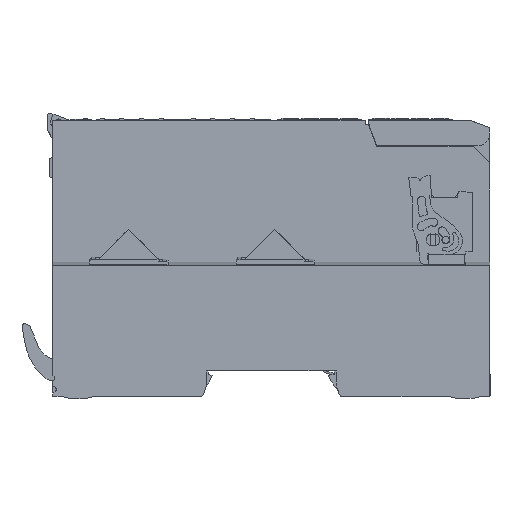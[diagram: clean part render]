
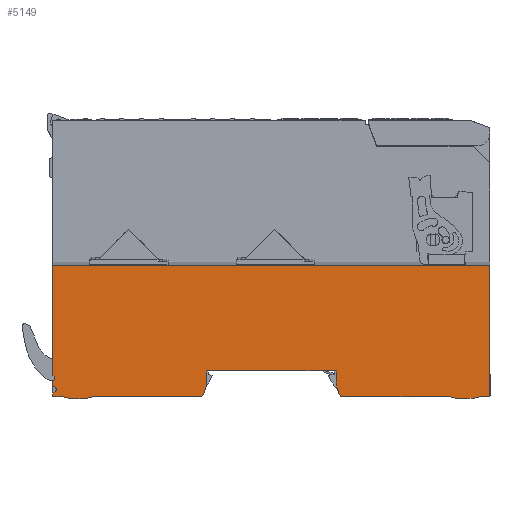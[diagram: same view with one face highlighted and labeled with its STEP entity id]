
A CAD part, left-side view. The second image highlights one B-rep face of the part: STEP entity #5149.
In plain terms, the highlighted planar face has unit normal (-1, 0, 0).
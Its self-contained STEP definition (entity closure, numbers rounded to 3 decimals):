
#4993=AXIS2_PLACEMENT_3D('Plane Axis2P3D',#4990,#4991,#4992) ;
#5013=AXIS2_PLACEMENT_3D('Circle Axis2P3D',#5011,#5012,$) ;
#5027=AXIS2_PLACEMENT_3D('Circle Axis2P3D',#5025,#5026,$) ;
#5053=AXIS2_PLACEMENT_3D('Circle Axis2P3D',#5051,#5052,$) ;
#5074=AXIS2_PLACEMENT_3D('Circle Axis2P3D',#5072,#5073,$) ;
#5102=AXIS2_PLACEMENT_3D('Circle Axis2P3D',#5100,#5101,$) ;
#5116=AXIS2_PLACEMENT_3D('Circle Axis2P3D',#5114,#5115,$) ;
#208=CARTESIAN_POINT('Vertex',(0.,0.,36.477)) ;
#211=CARTESIAN_POINT('Line Origine',(0.,0.,18.538)) ;
#215=CARTESIAN_POINT('Vertex',(0.,0.,0.6)) ;
#4970=CARTESIAN_POINT('Line Origine',(0.,1.178,0.6)) ;
#4974=CARTESIAN_POINT('Vertex',(0.,2.357,0.6)) ;
#4990=CARTESIAN_POINT('Axis2P3D Location',(0.,0.,-8.094)) ;
#4995=CARTESIAN_POINT('Line Origine',(0.,59.75,7.6)) ;
#4999=CARTESIAN_POINT('Vertex',(0.,77.45,7.6)) ;
#5001=CARTESIAN_POINT('Vertex',(0.,42.05,7.6)) ;
#5004=CARTESIAN_POINT('Line Origine',(0.,42.024,6.1)) ;
#5008=CARTESIAN_POINT('Vertex',(0.,41.998,4.6)) ;
#5011=CARTESIAN_POINT('Axis2P3D Location',(0.,34.499,4.731)) ;
#5015=CARTESIAN_POINT('Vertex',(0.,40.759,0.6)) ;
#5018=CARTESIAN_POINT('Line Origine',(0.,26.101,0.6)) ;
#5022=CARTESIAN_POINT('Vertex',(0.,11.443,0.6)) ;
#5025=CARTESIAN_POINT('Axis2P3D Location',(0.,6.9,17.5)) ;
#5030=CARTESIAN_POINT('Line Origine',(0.,59.75,36.477)) ;
#5034=CARTESIAN_POINT('Vertex',(0.,119.5,36.477)) ;
#5037=CARTESIAN_POINT('Line Origine',(0.,119.5,21.473)) ;
#5041=CARTESIAN_POINT('Vertex',(0.,119.5,6.469)) ;
#5044=CARTESIAN_POINT('Line Origine',(0.,119.317,6.251)) ;
#5048=CARTESIAN_POINT('Vertex',(0.,119.134,6.033)) ;
#5051=CARTESIAN_POINT('Axis2P3D Location',(0.,119.671,5.584)) ;
#5055=CARTESIAN_POINT('Vertex',(0.,119.5,4.905)) ;
#5058=CARTESIAN_POINT('Line Origine',(0.,119.5,4.081)) ;
#5062=CARTESIAN_POINT('Vertex',(0.,119.5,3.258)) ;
#5065=CARTESIAN_POINT('Line Origine',(0.,119.352,3.258)) ;
#5069=CARTESIAN_POINT('Vertex',(0.,119.205,3.258)) ;
#5072=CARTESIAN_POINT('Axis2P3D Location',(0.,119.205,2.558)) ;
#5076=CARTESIAN_POINT('Vertex',(0.,118.855,1.952)) ;
#5079=CARTESIAN_POINT('Line Origine',(0.,119.177,1.766)) ;
#5083=CARTESIAN_POINT('Vertex',(0.,119.5,1.58)) ;
#5086=CARTESIAN_POINT('Line Origine',(0.,119.5,1.09)) ;
#5090=CARTESIAN_POINT('Vertex',(0.,119.5,0.6)) ;
#5093=CARTESIAN_POINT('Line Origine',(0.,118.322,0.6)) ;
#5097=CARTESIAN_POINT('Vertex',(0.,117.143,0.6)) ;
#5100=CARTESIAN_POINT('Axis2P3D Location',(0.,112.6,17.5)) ;
#5104=CARTESIAN_POINT('Vertex',(0.,108.057,0.6)) ;
#5107=CARTESIAN_POINT('Line Origine',(0.,93.399,0.6)) ;
#5111=CARTESIAN_POINT('Vertex',(0.,78.741,0.6)) ;
#5114=CARTESIAN_POINT('Axis2P3D Location',(0.,85.001,4.731)) ;
#5118=CARTESIAN_POINT('Vertex',(0.,77.502,4.6)) ;
#5121=CARTESIAN_POINT('Line Origine',(0.,77.476,6.1)) ;
#212=DIRECTION('Vector Direction',(0.,0.,1.)) ;
#4971=DIRECTION('Vector Direction',(0.,1.,0.)) ;
#4991=DIRECTION('Axis2P3D Direction',(-1.,0.,0.)) ;
#4992=DIRECTION('Axis2P3D XDirection',(0.,0.,1.)) ;
#4996=DIRECTION('Vector Direction',(0.,-1.,0.)) ;
#5005=DIRECTION('Vector Direction',(0.,-0.017,-1.)) ;
#5012=DIRECTION('Axis2P3D Direction',(-1.,0.,0.)) ;
#5019=DIRECTION('Vector Direction',(0.,1.,0.)) ;
#5026=DIRECTION('Axis2P3D Direction',(-1.,0.,0.)) ;
#5031=DIRECTION('Vector Direction',(0.,1.,0.)) ;
#5038=DIRECTION('Vector Direction',(0.,0.,-1.)) ;
#5045=DIRECTION('Vector Direction',(0.,-0.643,-0.766)) ;
#5052=DIRECTION('Axis2P3D Direction',(-1.,0.,0.)) ;
#5059=DIRECTION('Vector Direction',(0.,0.,-1.)) ;
#5066=DIRECTION('Vector Direction',(0.,-1.,0.)) ;
#5073=DIRECTION('Axis2P3D Direction',(-1.,0.,0.)) ;
#5080=DIRECTION('Vector Direction',(0.,-0.866,0.5)) ;
#5087=DIRECTION('Vector Direction',(0.,0.,-1.)) ;
#5094=DIRECTION('Vector Direction',(0.,1.,0.)) ;
#5101=DIRECTION('Axis2P3D Direction',(-1.,0.,0.)) ;
#5108=DIRECTION('Vector Direction',(0.,1.,0.)) ;
#5115=DIRECTION('Axis2P3D Direction',(-1.,0.,0.)) ;
#5122=DIRECTION('Vector Direction',(0.,-0.017,1.)) ;
#213=VECTOR('Line Direction',#212,1.) ;
#4972=VECTOR('Line Direction',#4971,1.) ;
#4997=VECTOR('Line Direction',#4996,1.) ;
#5006=VECTOR('Line Direction',#5005,1.) ;
#5020=VECTOR('Line Direction',#5019,1.) ;
#5032=VECTOR('Line Direction',#5031,1.) ;
#5039=VECTOR('Line Direction',#5038,1.) ;
#5046=VECTOR('Line Direction',#5045,1.) ;
#5060=VECTOR('Line Direction',#5059,1.) ;
#5067=VECTOR('Line Direction',#5066,1.) ;
#5081=VECTOR('Line Direction',#5080,1.) ;
#5088=VECTOR('Line Direction',#5087,1.) ;
#5095=VECTOR('Line Direction',#5094,1.) ;
#5109=VECTOR('Line Direction',#5108,1.) ;
#5123=VECTOR('Line Direction',#5122,1.) ;
#5127=ORIENTED_EDGE('',*,*,#5003,.T.) ;
#5128=ORIENTED_EDGE('',*,*,#5010,.T.) ;
#5129=ORIENTED_EDGE('',*,*,#5017,.F.) ;
#5130=ORIENTED_EDGE('',*,*,#5024,.F.) ;
#5131=ORIENTED_EDGE('',*,*,#5029,.F.) ;
#5132=ORIENTED_EDGE('',*,*,#4976,.F.) ;
#5133=ORIENTED_EDGE('',*,*,#217,.T.) ;
#5134=ORIENTED_EDGE('',*,*,#5036,.T.) ;
#5135=ORIENTED_EDGE('',*,*,#5043,.T.) ;
#5136=ORIENTED_EDGE('',*,*,#5050,.T.) ;
#5137=ORIENTED_EDGE('',*,*,#5057,.T.) ;
#5138=ORIENTED_EDGE('',*,*,#5064,.T.) ;
#5139=ORIENTED_EDGE('',*,*,#5071,.T.) ;
#5140=ORIENTED_EDGE('',*,*,#5078,.T.) ;
#5141=ORIENTED_EDGE('',*,*,#5085,.F.) ;
#5142=ORIENTED_EDGE('',*,*,#5092,.T.) ;
#5143=ORIENTED_EDGE('',*,*,#5099,.F.) ;
#5144=ORIENTED_EDGE('',*,*,#5106,.F.) ;
#5145=ORIENTED_EDGE('',*,*,#5113,.F.) ;
#5146=ORIENTED_EDGE('',*,*,#5120,.F.) ;
#5147=ORIENTED_EDGE('',*,*,#5125,.T.) ;
#5149=ADVANCED_FACE('Koppler',(#5148),#4994,.T.) ;
#5014=CIRCLE('generated circle',#5013,7.5) ;
#5028=CIRCLE('generated circle',#5027,17.5) ;
#5054=CIRCLE('generated circle',#5053,0.7) ;
#5075=CIRCLE('generated circle',#5074,0.7) ;
#5103=CIRCLE('generated circle',#5102,17.5) ;
#5117=CIRCLE('generated circle',#5116,7.5) ;
#217=EDGE_CURVE('',#216,#209,#214,.T.) ;
#4976=EDGE_CURVE('',#216,#4975,#4973,.T.) ;
#5003=EDGE_CURVE('',#5000,#5002,#4998,.T.) ;
#5010=EDGE_CURVE('',#5002,#5009,#5007,.T.) ;
#5017=EDGE_CURVE('',#5016,#5009,#5014,.F.) ;
#5024=EDGE_CURVE('',#5023,#5016,#5021,.T.) ;
#5029=EDGE_CURVE('',#4975,#5023,#5028,.F.) ;
#5036=EDGE_CURVE('',#209,#5035,#5033,.T.) ;
#5043=EDGE_CURVE('',#5035,#5042,#5040,.T.) ;
#5050=EDGE_CURVE('',#5042,#5049,#5047,.T.) ;
#5057=EDGE_CURVE('',#5049,#5056,#5054,.F.) ;
#5064=EDGE_CURVE('',#5056,#5063,#5061,.T.) ;
#5071=EDGE_CURVE('',#5063,#5070,#5068,.T.) ;
#5078=EDGE_CURVE('',#5070,#5077,#5075,.F.) ;
#5085=EDGE_CURVE('',#5084,#5077,#5082,.T.) ;
#5092=EDGE_CURVE('',#5084,#5091,#5089,.T.) ;
#5099=EDGE_CURVE('',#5098,#5091,#5096,.T.) ;
#5106=EDGE_CURVE('',#5105,#5098,#5103,.F.) ;
#5113=EDGE_CURVE('',#5112,#5105,#5110,.T.) ;
#5120=EDGE_CURVE('',#5119,#5112,#5117,.F.) ;
#5125=EDGE_CURVE('',#5119,#5000,#5124,.T.) ;
#5126=EDGE_LOOP('',(#5127,#5128,#5129,#5130,#5131,#5132,#5133,#5134,#5135,#5136,#5137,#5138,#5139,#5140,#5141,#5142,#5143,#5144,#5145,#5146,#5147)) ;
#5148=FACE_OUTER_BOUND('',#5126,.T.) ;
#214=LINE('Line',#211,#213) ;
#4973=LINE('Line',#4970,#4972) ;
#4998=LINE('Line',#4995,#4997) ;
#5007=LINE('Line',#5004,#5006) ;
#5021=LINE('Line',#5018,#5020) ;
#5033=LINE('Line',#5030,#5032) ;
#5040=LINE('Line',#5037,#5039) ;
#5047=LINE('Line',#5044,#5046) ;
#5061=LINE('Line',#5058,#5060) ;
#5068=LINE('Line',#5065,#5067) ;
#5082=LINE('Line',#5079,#5081) ;
#5089=LINE('Line',#5086,#5088) ;
#5096=LINE('Line',#5093,#5095) ;
#5110=LINE('Line',#5107,#5109) ;
#5124=LINE('Line',#5121,#5123) ;
#4994=PLANE('',#4993) ;
#209=VERTEX_POINT('',#208) ;
#216=VERTEX_POINT('',#215) ;
#4975=VERTEX_POINT('',#4974) ;
#5000=VERTEX_POINT('',#4999) ;
#5002=VERTEX_POINT('',#5001) ;
#5009=VERTEX_POINT('',#5008) ;
#5016=VERTEX_POINT('',#5015) ;
#5023=VERTEX_POINT('',#5022) ;
#5035=VERTEX_POINT('',#5034) ;
#5042=VERTEX_POINT('',#5041) ;
#5049=VERTEX_POINT('',#5048) ;
#5056=VERTEX_POINT('',#5055) ;
#5063=VERTEX_POINT('',#5062) ;
#5070=VERTEX_POINT('',#5069) ;
#5077=VERTEX_POINT('',#5076) ;
#5084=VERTEX_POINT('',#5083) ;
#5091=VERTEX_POINT('',#5090) ;
#5098=VERTEX_POINT('',#5097) ;
#5105=VERTEX_POINT('',#5104) ;
#5112=VERTEX_POINT('',#5111) ;
#5119=VERTEX_POINT('',#5118) ;
